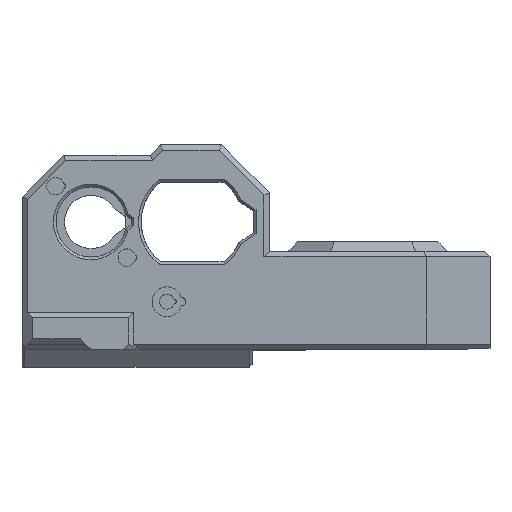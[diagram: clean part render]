
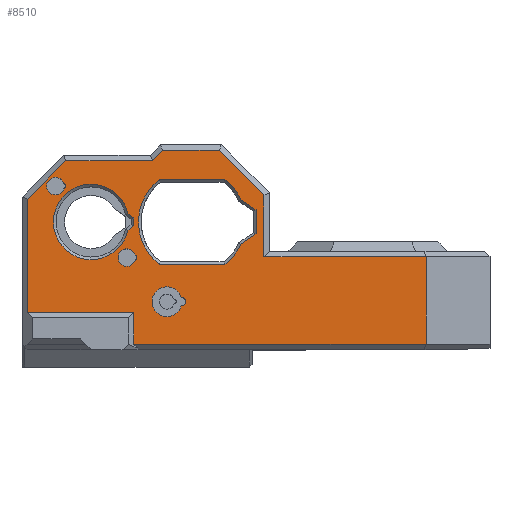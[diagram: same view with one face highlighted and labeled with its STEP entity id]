
A CAD part, top view. The second image highlights one B-rep face of the part: STEP entity #8510.
In plain terms, the highlighted planar face has unit normal (0, 0, 1).
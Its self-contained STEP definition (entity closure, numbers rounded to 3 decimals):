
#84=FACE_BOUND('',#1159,.T.);
#85=FACE_BOUND('',#1160,.T.);
#86=FACE_BOUND('',#1161,.T.);
#87=FACE_BOUND('',#1162,.T.);
#88=FACE_BOUND('',#1163,.T.);
#361=CIRCLE('',#9131,0.75);
#363=CIRCLE('',#9134,2.8);
#367=CIRCLE('',#9145,7.1);
#369=CIRCLE('',#9152,0.5);
#370=CIRCLE('',#9153,1.65);
#371=CIRCLE('',#9154,1.65);
#372=CIRCLE('',#9155,0.5);
#373=CIRCLE('',#9156,10.1);
#374=CIRCLE('',#9157,10.1);
#375=CIRCLE('',#9158,10.1);
#660=FACE_OUTER_BOUND('',#1158,.T.);
#1158=EDGE_LOOP('',(#6339,#6340,#6341,#6342,#6343,#6344,#6345,#6346,#6347,
#6348,#6349,#6350));
#1159=EDGE_LOOP('',(#6351,#6352));
#1160=EDGE_LOOP('',(#6353,#6354));
#1161=EDGE_LOOP('',(#6355,#6356));
#1162=EDGE_LOOP('',(#6357,#6358,#6359,#6360,#6361,#6362,#6363,#6364));
#1163=EDGE_LOOP('',(#6365,#6366,#6367,#6368));
#1973=LINE('',#13309,#2872);
#1977=LINE('',#13331,#2876);
#1979=LINE('',#13334,#2878);
#1986=LINE('',#13349,#2885);
#1987=LINE('',#13351,#2886);
#1988=LINE('',#13353,#2887);
#1989=LINE('',#13355,#2888);
#1990=LINE('',#13357,#2889);
#1991=LINE('',#13359,#2890);
#1992=LINE('',#13361,#2891);
#1993=LINE('',#13363,#2892);
#1994=LINE('',#13365,#2893);
#1995=LINE('',#13367,#2894);
#1996=LINE('',#13369,#2895);
#1997=LINE('',#13370,#2896);
#1998=LINE('',#13381,#2897);
#1999=LINE('',#13385,#2898);
#2000=LINE('',#13387,#2899);
#2001=LINE('',#13389,#2900);
#2002=LINE('',#13393,#2901);
#2872=VECTOR('',#10488,10.);
#2876=VECTOR('',#10500,10.);
#2878=VECTOR('',#10504,10.);
#2885=VECTOR('',#10517,10.);
#2886=VECTOR('',#10518,10.);
#2887=VECTOR('',#10519,10.);
#2888=VECTOR('',#10520,10.);
#2889=VECTOR('',#10521,10.);
#2890=VECTOR('',#10522,10.);
#2891=VECTOR('',#10523,10.);
#2892=VECTOR('',#10524,10.);
#2893=VECTOR('',#10525,10.);
#2894=VECTOR('',#10526,10.);
#2895=VECTOR('',#10527,10.);
#2896=VECTOR('',#10528,10.);
#2897=VECTOR('',#10537,10.);
#2898=VECTOR('',#10540,10.);
#2899=VECTOR('',#10541,10.);
#2900=VECTOR('',#10542,10.);
#2901=VECTOR('',#10545,10.);
#3813=VERTEX_POINT('',#13280);
#3814=VERTEX_POINT('',#13281);
#3821=VERTEX_POINT('',#13307);
#3822=VERTEX_POINT('',#13308);
#3825=VERTEX_POINT('',#13319);
#3828=VERTEX_POINT('',#13330);
#3832=VERTEX_POINT('',#13347);
#3833=VERTEX_POINT('',#13348);
#3834=VERTEX_POINT('',#13350);
#3835=VERTEX_POINT('',#13352);
#3836=VERTEX_POINT('',#13354);
#3837=VERTEX_POINT('',#13356);
#3838=VERTEX_POINT('',#13358);
#3839=VERTEX_POINT('',#13360);
#3840=VERTEX_POINT('',#13362);
#3841=VERTEX_POINT('',#13364);
#3842=VERTEX_POINT('',#13366);
#3843=VERTEX_POINT('',#13368);
#3844=VERTEX_POINT('',#13371);
#3845=VERTEX_POINT('',#13372);
#3846=VERTEX_POINT('',#13375);
#3847=VERTEX_POINT('',#13376);
#3848=VERTEX_POINT('',#13379);
#3849=VERTEX_POINT('',#13380);
#3850=VERTEX_POINT('',#13382);
#3851=VERTEX_POINT('',#13384);
#3852=VERTEX_POINT('',#13386);
#3853=VERTEX_POINT('',#13388);
#3854=VERTEX_POINT('',#13390);
#3855=VERTEX_POINT('',#13392);
#4757=EDGE_CURVE('',#3813,#3814,#361,.T.);
#4761=EDGE_CURVE('',#3814,#3813,#363,.T.);
#4769=EDGE_CURVE('',#3821,#3822,#1973,.T.);
#4773=EDGE_CURVE('',#3822,#3825,#367,.T.);
#4777=EDGE_CURVE('',#3825,#3828,#1977,.T.);
#4779=EDGE_CURVE('',#3828,#3821,#1979,.T.);
#4786=EDGE_CURVE('',#3832,#3833,#1986,.T.);
#4787=EDGE_CURVE('',#3832,#3834,#1987,.T.);
#4788=EDGE_CURVE('',#3835,#3834,#1988,.T.);
#4789=EDGE_CURVE('',#3836,#3835,#1989,.T.);
#4790=EDGE_CURVE('',#3837,#3836,#1990,.T.);
#4791=EDGE_CURVE('',#3838,#3837,#1991,.T.);
#4792=EDGE_CURVE('',#3839,#3838,#1992,.T.);
#4793=EDGE_CURVE('',#3840,#3839,#1993,.T.);
#4794=EDGE_CURVE('',#3841,#3840,#1994,.T.);
#4795=EDGE_CURVE('',#3842,#3841,#1995,.T.);
#4796=EDGE_CURVE('',#3843,#3842,#1996,.T.);
#4797=EDGE_CURVE('',#3833,#3843,#1997,.T.);
#4798=EDGE_CURVE('',#3844,#3845,#369,.T.);
#4799=EDGE_CURVE('',#3845,#3844,#370,.T.);
#4800=EDGE_CURVE('',#3846,#3847,#371,.T.);
#4801=EDGE_CURVE('',#3847,#3846,#372,.T.);
#4802=EDGE_CURVE('',#3848,#3849,#1998,.T.);
#4803=EDGE_CURVE('',#3850,#3848,#373,.T.);
#4804=EDGE_CURVE('',#3851,#3850,#1999,.T.);
#4805=EDGE_CURVE('',#3852,#3851,#2000,.T.);
#4806=EDGE_CURVE('',#3853,#3852,#2001,.T.);
#4807=EDGE_CURVE('',#3854,#3853,#374,.T.);
#4808=EDGE_CURVE('',#3855,#3854,#2002,.T.);
#4809=EDGE_CURVE('',#3849,#3855,#375,.T.);
#6339=ORIENTED_EDGE('',*,*,#4786,.F.);
#6340=ORIENTED_EDGE('',*,*,#4787,.T.);
#6341=ORIENTED_EDGE('',*,*,#4788,.F.);
#6342=ORIENTED_EDGE('',*,*,#4789,.F.);
#6343=ORIENTED_EDGE('',*,*,#4790,.F.);
#6344=ORIENTED_EDGE('',*,*,#4791,.F.);
#6345=ORIENTED_EDGE('',*,*,#4792,.F.);
#6346=ORIENTED_EDGE('',*,*,#4793,.F.);
#6347=ORIENTED_EDGE('',*,*,#4794,.F.);
#6348=ORIENTED_EDGE('',*,*,#4795,.F.);
#6349=ORIENTED_EDGE('',*,*,#4796,.F.);
#6350=ORIENTED_EDGE('',*,*,#4797,.F.);
#6351=ORIENTED_EDGE('',*,*,#4757,.T.);
#6352=ORIENTED_EDGE('',*,*,#4761,.T.);
#6353=ORIENTED_EDGE('',*,*,#4798,.T.);
#6354=ORIENTED_EDGE('',*,*,#4799,.T.);
#6355=ORIENTED_EDGE('',*,*,#4800,.T.);
#6356=ORIENTED_EDGE('',*,*,#4801,.T.);
#6357=ORIENTED_EDGE('',*,*,#4802,.F.);
#6358=ORIENTED_EDGE('',*,*,#4803,.F.);
#6359=ORIENTED_EDGE('',*,*,#4804,.F.);
#6360=ORIENTED_EDGE('',*,*,#4805,.F.);
#6361=ORIENTED_EDGE('',*,*,#4806,.F.);
#6362=ORIENTED_EDGE('',*,*,#4807,.F.);
#6363=ORIENTED_EDGE('',*,*,#4808,.F.);
#6364=ORIENTED_EDGE('',*,*,#4809,.F.);
#6365=ORIENTED_EDGE('',*,*,#4769,.F.);
#6366=ORIENTED_EDGE('',*,*,#4779,.F.);
#6367=ORIENTED_EDGE('',*,*,#4777,.F.);
#6368=ORIENTED_EDGE('',*,*,#4773,.F.);
#8124=PLANE('',#9151);
#8510=ADVANCED_FACE('',(#660,#84,#85,#86,#87,#88),#8124,.T.);
#9131=AXIS2_PLACEMENT_3D('',#13282,#10456,#10457);
#9134=AXIS2_PLACEMENT_3D('',#13289,#10464,#10465);
#9145=AXIS2_PLACEMENT_3D('',#13320,#10493,#10494);
#9151=AXIS2_PLACEMENT_3D('',#13346,#10515,#10516);
#9152=AXIS2_PLACEMENT_3D('',#13373,#10529,#10530);
#9153=AXIS2_PLACEMENT_3D('',#13374,#10531,#10532);
#9154=AXIS2_PLACEMENT_3D('',#13377,#10533,#10534);
#9155=AXIS2_PLACEMENT_3D('',#13378,#10535,#10536);
#9156=AXIS2_PLACEMENT_3D('',#13383,#10538,#10539);
#9157=AXIS2_PLACEMENT_3D('',#13391,#10543,#10544);
#9158=AXIS2_PLACEMENT_3D('',#13394,#10546,#10547);
#10456=DIRECTION('center_axis',(0.,0.,-1.));
#10457=DIRECTION('ref_axis',(1.,0.,0.));
#10464=DIRECTION('center_axis',(0.,0.,-1.));
#10465=DIRECTION('ref_axis',(1.,0.,0.));
#10488=DIRECTION('',(-0.781,0.625,0.));
#10493=DIRECTION('center_axis',(0.,0.,1.));
#10494=DIRECTION('ref_axis',(-1.,0.,0.));
#10500=DIRECTION('',(0.778,0.628,0.));
#10504=DIRECTION('',(0.,1.,0.));
#10515=DIRECTION('center_axis',(0.,0.,1.));
#10516=DIRECTION('ref_axis',(1.,0.,0.));
#10517=DIRECTION('',(-1.,0.,0.));
#10518=DIRECTION('',(0.,1.,0.));
#10519=DIRECTION('',(1.,0.,0.));
#10520=DIRECTION('',(0.,-1.,0.));
#10521=DIRECTION('',(0.707,-0.707,0.));
#10522=DIRECTION('',(1.,0.,0.));
#10523=DIRECTION('',(0.687,0.727,0.));
#10524=DIRECTION('',(1.,0.,0.));
#10525=DIRECTION('',(0.707,0.707,0.));
#10526=DIRECTION('',(0.,1.,0.));
#10527=DIRECTION('',(-1.,0.,0.));
#10528=DIRECTION('',(0.,1.,0.));
#10529=DIRECTION('center_axis',(0.,0.,-1.));
#10530=DIRECTION('ref_axis',(1.,0.,0.));
#10531=DIRECTION('center_axis',(0.,0.,-1.));
#10532=DIRECTION('ref_axis',(1.,0.,0.));
#10533=DIRECTION('center_axis',(0.,0.,-1.));
#10534=DIRECTION('ref_axis',(1.,0.,0.));
#10535=DIRECTION('center_axis',(0.,0.,-1.));
#10536=DIRECTION('ref_axis',(1.,0.,0.));
#10537=DIRECTION('',(-1.,0.,0.));
#10538=DIRECTION('center_axis',(0.,0.,1.));
#10539=DIRECTION('ref_axis',(1.,0.,0.));
#10540=DIRECTION('',(-0.819,0.574,0.));
#10541=DIRECTION('',(0.,1.,0.));
#10542=DIRECTION('',(0.819,0.574,0.));
#10543=DIRECTION('center_axis',(0.,0.,1.));
#10544=DIRECTION('ref_axis',(1.,0.,0.));
#10545=DIRECTION('',(1.,0.,0.));
#10546=DIRECTION('center_axis',(0.,0.,1.));
#10547=DIRECTION('ref_axis',(-1.,0.,0.));
#13280=CARTESIAN_POINT('',(-2.05,-14.257,0.));
#13281=CARTESIAN_POINT('',(-2.05,-15.743,0.));
#13282=CARTESIAN_POINT('Origin',(-1.95,-15.,0.));
#13289=CARTESIAN_POINT('Origin',(-4.75,-15.,0.));
#13307=CARTESIAN_POINT('',(-11.,0.74,0.));
#13308=CARTESIAN_POINT('',(-12.084,1.608,0.));
#13309=CARTESIAN_POINT('',(-9.618,-0.366,0.));
#13319=CARTESIAN_POINT('',(-12.086,-1.615,0.));
#13320=CARTESIAN_POINT('Origin',(-19.,0.,0.));
#13330=CARTESIAN_POINT('',(-11.,-0.739,0.));
#13331=CARTESIAN_POINT('',(-11.315,-0.993,0.));
#13334=CARTESIAN_POINT('',(-11.,-2.125,0.));
#13346=CARTESIAN_POINT('Origin',(-8.5,-4.75,0.));
#13347=CARTESIAN_POINT('',(44.,-23.,0.));
#13348=CARTESIAN_POINT('',(-11.01,-23.,0.));
#13349=CARTESIAN_POINT('',(3.,-23.,0.));
#13350=CARTESIAN_POINT('',(44.,-6.5,0.));
#13351=CARTESIAN_POINT('',(44.,-24.,0.));
#13352=CARTESIAN_POINT('',(13.5,-6.5,0.));
#13353=CARTESIAN_POINT('',(5.75,-6.5,0.));
#13354=CARTESIAN_POINT('',(13.5,5.086,0.));
#13355=CARTESIAN_POINT('',(13.5,-2.375,0.));
#13356=CARTESIAN_POINT('',(5.086,13.5,0.));
#13357=CARTESIAN_POINT('',(10.605,7.98,0.));
#13358=CARTESIAN_POINT('',(-5.569,13.5,0.));
#13359=CARTESIAN_POINT('',(-1.5,13.5,0.));
#13360=CARTESIAN_POINT('',(-7.458,11.5,0.));
#13361=CARTESIAN_POINT('',(-10.667,8.102,0.));
#13362=CARTESIAN_POINT('',(-23.763,11.5,0.));
#13363=CARTESIAN_POINT('',(-16.339,11.5,0.));
#13364=CARTESIAN_POINT('',(-31.,4.263,0.));
#13365=CARTESIAN_POINT('',(-27.525,7.739,0.));
#13366=CARTESIAN_POINT('',(-31.,-17.01,0.));
#13367=CARTESIAN_POINT('',(-31.,-12.125,0.));
#13368=CARTESIAN_POINT('',(-11.01,-17.01,0.));
#13369=CARTESIAN_POINT('',(-10.25,-17.01,0.));
#13370=CARTESIAN_POINT('',(-11.01,-13.875,0.));
#13371=CARTESIAN_POINT('',(-10.699,-6.252,0.));
#13372=CARTESIAN_POINT('',(-10.699,-7.183,0.));
#13373=CARTESIAN_POINT('Origin',(-10.882,-6.718,0.));
#13374=CARTESIAN_POINT('Origin',(-12.282,-6.718,0.));
#13375=CARTESIAN_POINT('',(-24.134,6.252,0.));
#13376=CARTESIAN_POINT('',(-24.134,7.183,0.));
#13377=CARTESIAN_POINT('Origin',(-25.718,6.718,0.));
#13378=CARTESIAN_POINT('Origin',(-24.318,6.718,0.));
#13379=CARTESIAN_POINT('',(6.165,8.,0.));
#13380=CARTESIAN_POINT('',(-6.165,8.,0.));
#13381=CARTESIAN_POINT('',(-1.335,8.,0.));
#13382=CARTESIAN_POINT('',(9.164,4.246,0.));
#13383=CARTESIAN_POINT('Origin',(0.,0.,0.));
#13384=CARTESIAN_POINT('',(12.,2.26,0.));
#13385=CARTESIAN_POINT('',(6.662,5.998,0.));
#13386=CARTESIAN_POINT('',(12.,-2.26,0.));
#13387=CARTESIAN_POINT('',(12.,-3.375,0.));
#13388=CARTESIAN_POINT('',(9.164,-4.246,0.));
#13389=CARTESIAN_POINT('',(2.983,-8.574,0.));
#13390=CARTESIAN_POINT('',(6.165,-8.,0.));
#13391=CARTESIAN_POINT('Origin',(0.,0.,0.));
#13392=CARTESIAN_POINT('',(-6.165,-8.,0.));
#13393=CARTESIAN_POINT('',(-7.246,-8.,0.));
#13394=CARTESIAN_POINT('Origin',(0.,0.,0.));
